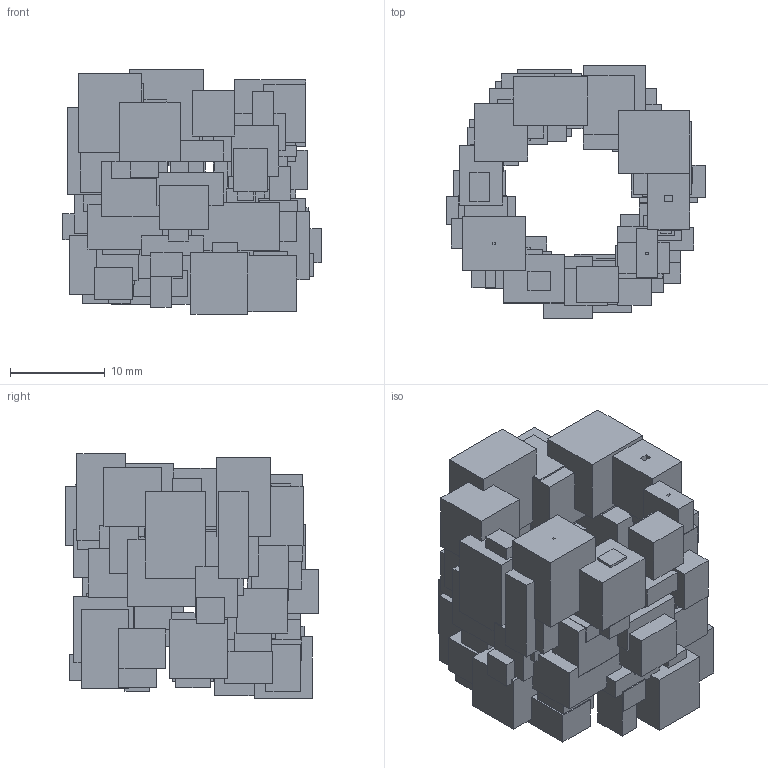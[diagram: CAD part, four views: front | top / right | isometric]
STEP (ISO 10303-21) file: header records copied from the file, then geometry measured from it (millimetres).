
FILE_DESCRIPTION(('Open CASCADE Model'),'2;1');
FILE_NAME('Open CASCADE Shape Model','2024-05-23T19:36:07',('Author'),( 'Open CASCADE'),'Open CASCADE STEP processor 7.7','Open CASCADE 7.7' ,'Unknown');
FILE_SCHEMA(('AUTOMOTIVE_DESIGN { 1 0 10303 214 1 1 1 1 }'));
Length unit declared in the file: millimetre
Products named in the file (1): Open CASCADE STEP translator 7.7 34
Bounding box: 27.25 x 26.75 x 25.85 mm (x, y, z)
Volume: 6722.3 mm3; surface area: 5660.4 mm2
Topology: 1 solids, 3 shells, 641 faces, 1947 edges, 1298 vertices
Faces by surface type: plane 641
Entity records: 44822 total; most frequent: CARTESIAN_POINT 9681, DIRECTION 5225, LINE 3941, VECTOR 3941, ORIENTED_EDGE 3894, PCURVE 3894, DEFINITIONAL_REPRESENTATION 3894, EDGE_CURVE 1947
